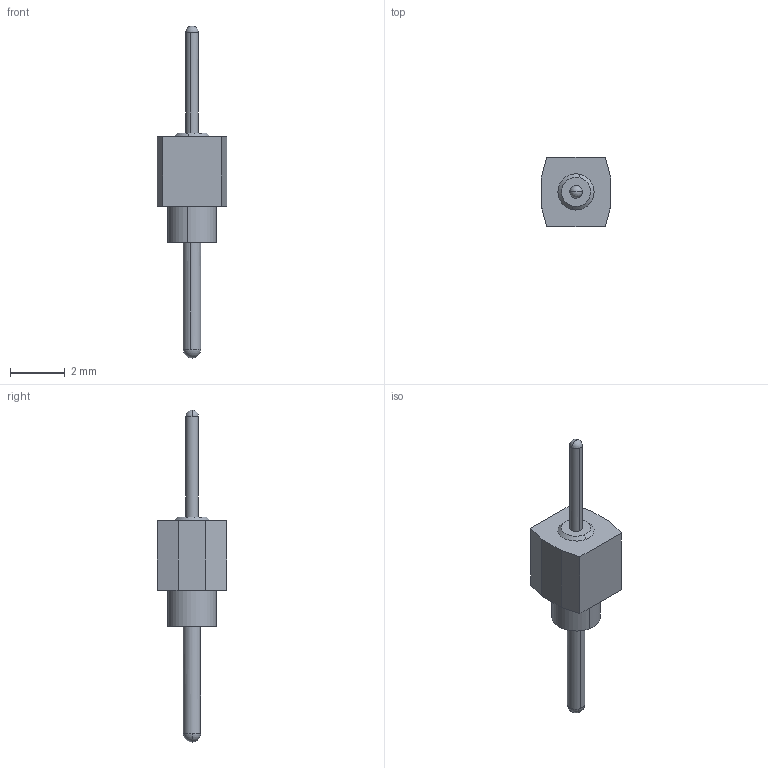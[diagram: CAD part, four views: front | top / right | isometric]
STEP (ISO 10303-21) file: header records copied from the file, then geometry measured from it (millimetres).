
FILE_DESCRIPTION((''),'2;1');
FILE_NAME('SAMTEC_TS-101-T-A_a.stp','2014-02-03T15:14:03',(''),(''),'Mechanical Desktop 2011','Mechanical Desktop 2011',', , ');
FILE_SCHEMA(('AUTOMOTIVE_DESIGN { 1 2 10303 214 1 1 1 1 }'));
Length unit declared in the file: millimetre
Products named in the file (1): Product
Bounding box: 2.54 x 2.54 x 12.12 mm (x, y, z)
Volume: 21 mm3; surface area: 65.1 mm2
Topology: 3 solids, 3 shells, 26 faces, 60 edges, 38 vertices
Faces by surface type: plane 14, cylinder 6, sphere 4, cone 2
Entity records: 770 total; most frequent: DIRECTION 134, CARTESIAN_POINT 121, ORIENTED_EDGE 112, EDGE_CURVE 56, AXIS2_PLACEMENT_3D 51, VERTEX_POINT 38, VECTOR 32, LINE 32
